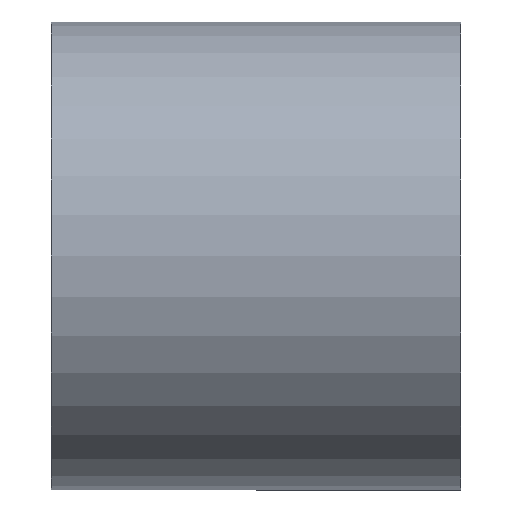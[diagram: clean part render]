
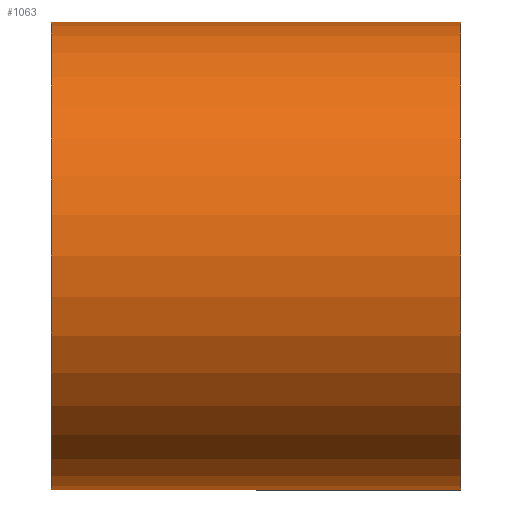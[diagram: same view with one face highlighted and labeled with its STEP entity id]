
A CAD part, front view. The second image highlights one B-rep face of the part: STEP entity #1063.
In plain terms, the highlighted cylindrical face has radius 76.2 mm (diameter 152.4 mm), a partial arc.
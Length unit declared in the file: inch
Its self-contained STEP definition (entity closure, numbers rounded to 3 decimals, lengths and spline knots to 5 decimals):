
#37 = VERTEX_POINT ( 'NONE', #3418 ) ;
#47 = LINE ( 'NONE', #316, #2897 ) ;
#157 = CIRCLE ( 'NONE', #2958, 3. ) ;
#224 = CARTESIAN_POINT ( 'NONE',  ( 5.25, 0., 0. ) ) ;
#258 = DIRECTION ( 'NONE',  ( -1., 0., 0. ) ) ;
#316 = CARTESIAN_POINT ( 'NONE',  ( 0., 0., -3. ) ) ;
#400 = AXIS2_PLACEMENT_3D ( 'NONE', #224, #258, #552 ) ;
#511 = DIRECTION ( 'NONE',  ( -1., 0., 0. ) ) ;
#552 = DIRECTION ( 'NONE',  ( 0., 0., 1. ) ) ;
#571 = DIRECTION ( 'NONE',  ( 0., 0., 1. ) ) ;
#599 = EDGE_CURVE ( 'NONE', #1230, #37, #157, .T. ) ;
#631 = ORIENTED_EDGE ( 'NONE', *, *, #3594, .T. ) ;
#734 = DIRECTION ( 'NONE',  ( -1., 0., 0. ) ) ;
#978 = DIRECTION ( 'NONE',  ( -1., 0., 0. ) ) ;
#1063 = ADVANCED_FACE ( 'NONE', ( #2044 ), #1162, .T. ) ;
#1119 = ORIENTED_EDGE ( 'NONE', *, *, #599, .F. ) ;
#1162 = CYLINDRICAL_SURFACE ( 'NONE', #2828, 3. ) ;
#1230 = VERTEX_POINT ( 'NONE', #3283 ) ;
#1232 = CARTESIAN_POINT ( 'NONE',  ( 0., 0., 0. ) ) ;
#1363 = EDGE_CURVE ( 'NONE', #1511, #37, #2217, .T. ) ;
#1511 = VERTEX_POINT ( 'NONE', #3004 ) ;
#1534 = DIRECTION ( 'NONE',  ( -1., 0., 0. ) ) ;
#2044 = FACE_OUTER_BOUND ( 'NONE', #3637, .T. ) ;
#2217 = LINE ( 'NONE', #3403, #3697 ) ;
#2335 = ORIENTED_EDGE ( 'NONE', *, *, #1363, .T. ) ;
#2461 = CIRCLE ( 'NONE', #400, 3. ) ;
#2828 = AXIS2_PLACEMENT_3D ( 'NONE', #3227, #511, #571 ) ;
#2897 = VECTOR ( 'NONE', #1534, 39.37008 ) ;
#2958 = AXIS2_PLACEMENT_3D ( 'NONE', #1232, #978, #3065 ) ;
#3004 = CARTESIAN_POINT ( 'NONE',  ( 5.25, 0., 3. ) ) ;
#3065 = DIRECTION ( 'NONE',  ( 0., 0., 1. ) ) ;
#3149 = ORIENTED_EDGE ( 'NONE', *, *, #3712, .F. ) ;
#3227 = CARTESIAN_POINT ( 'NONE',  ( 0., 0., 0. ) ) ;
#3283 = CARTESIAN_POINT ( 'NONE',  ( 0., 0., -3. ) ) ;
#3403 = CARTESIAN_POINT ( 'NONE',  ( 0., 0., 3. ) ) ;
#3407 = VERTEX_POINT ( 'NONE', #3458 ) ;
#3418 = CARTESIAN_POINT ( 'NONE',  ( 0., 0., 3. ) ) ;
#3458 = CARTESIAN_POINT ( 'NONE',  ( 5.25, 0., -3. ) ) ;
#3594 = EDGE_CURVE ( 'NONE', #3407, #1511, #2461, .T. ) ;
#3637 = EDGE_LOOP ( 'NONE', ( #3149, #631, #2335, #1119 ) ) ;
#3697 = VECTOR ( 'NONE', #734, 39.37008 ) ;
#3712 = EDGE_CURVE ( 'NONE', #3407, #1230, #47, .T. ) ;
